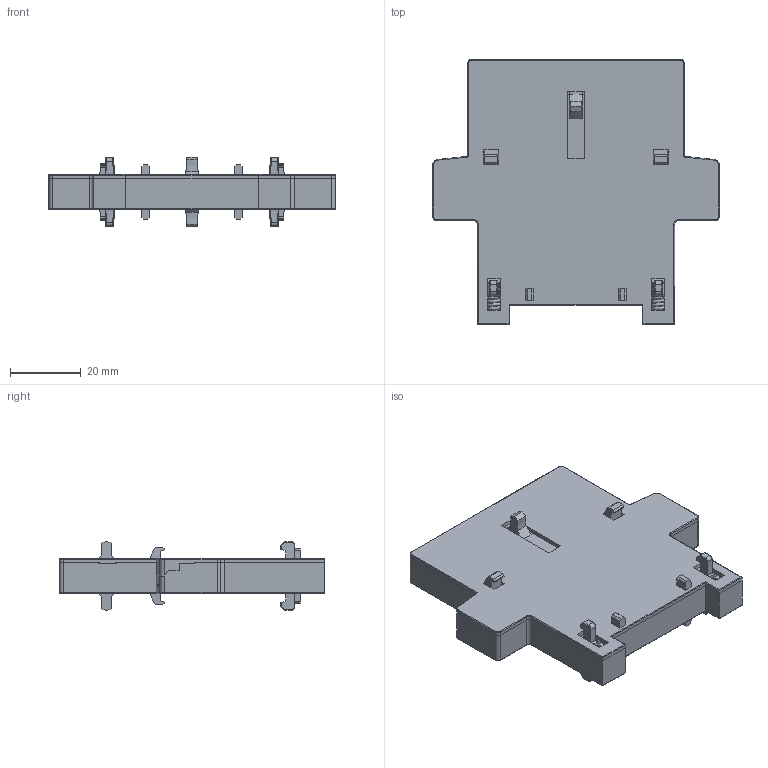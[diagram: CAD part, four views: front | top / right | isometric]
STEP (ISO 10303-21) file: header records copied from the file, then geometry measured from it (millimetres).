
FILE_DESCRIPTION(/* description */ (''),/* implementation_level */ '2;1');
FILE_NAME(/* name */ 'BFX5000.stp',/* time_stamp */ '2020-01-08T16:01:19+01:00',/* author */ (''),/* organization */ (''),/* preprocessor_version */ 'ST-DEVELOPER v16',/* originating_system */ 'SIEMENS PLM Software NX 10.0',/* authorisation */ '');
FILE_SCHEMA (('AP203_CONFIGURATION_CONTROLLED_3D_DESIGN_OF_MECHANICAL_PARTS_AND_ASSEMBLIES_MIM_LF { 1 0 10303 403 2 1 2}'));
Length unit declared in the file: millimetre
Products named in the file (1): Ferr2A2CDB70sgwe
Bounding box: 81 x 75 x 19.8 mm (x, y, z)
Surface area: 15526.1 mm2 (no closed solid volume)
Topology: 0 solids, 39 shells, 396 faces, 1310 edges, 952 vertices
Faces by surface type: plane 232, cylinder 120, bspline 22, torus 16, cone 6
Full cylindrical faces by diameter (mm): 4.9 x2
Entity records: 16942 total; most frequent: CARTESIAN_POINT 5660, DIRECTION 2257, ORIENTED_EDGE 2065, EDGE_CURVE 1302, VERTEX_POINT 949, LINE 947, VECTOR 947, AXIS2_PLACEMENT_3D 655
